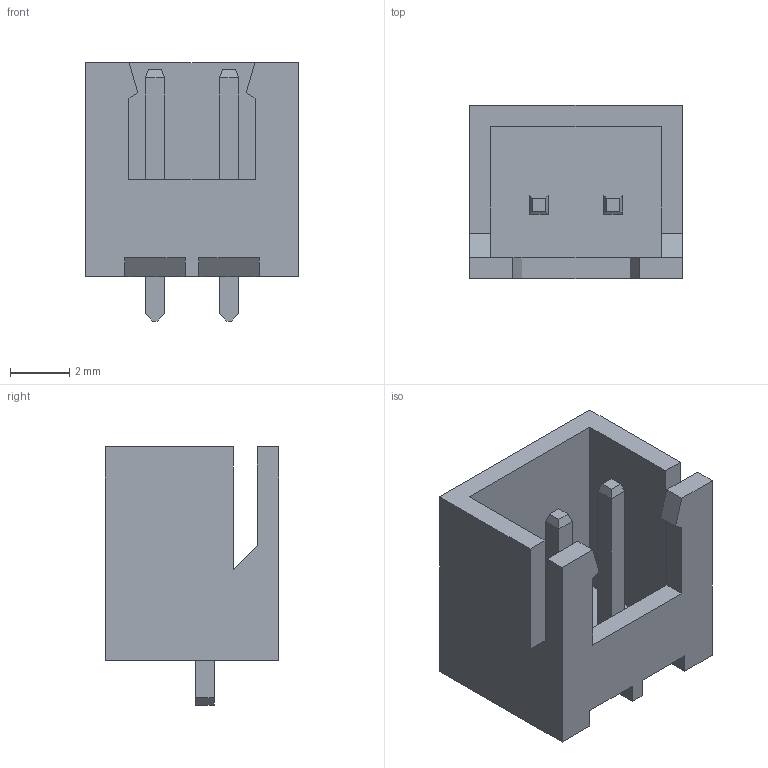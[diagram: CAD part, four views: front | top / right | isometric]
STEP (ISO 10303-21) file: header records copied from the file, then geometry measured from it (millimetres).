
FILE_DESCRIPTION(/* description */ (''),/* implementation_level */ '2;1');
FILE_NAME(/* name */ 'XH-2A.step',/* time_stamp */ '2023-03-31T18:35:17+04:00',/* author */ (''),/* organization */ (''),/* preprocessor_version */ 'ST-DEVELOPER v19.2',/* originating_system */ 'Autodesk Translation Framework v11.17.0.187',/* authorisation */ '');
FILE_SCHEMA (('AUTOMOTIVE_DESIGN { 1 0 10303 214 3 1 1 }'));
Length unit declared in the file: millimetre
Products named in the file (1): (Unsaved)
Bounding box: 7.17 x 5.84 x 8.71 mm (x, y, z)
Volume: 120.6 mm3; surface area: 424 mm2
Topology: 3 solids, 3 shells, 70 faces, 182 edges, 116 vertices
Faces by surface type: plane 70
Entity records: 2131 total; most frequent: CARTESIAN_POINT 369, ORIENTED_EDGE 364, DIRECTION 324, LINE 182, VECTOR 182, EDGE_CURVE 182, VERTEX_POINT 116, EDGE_LOOP 72
